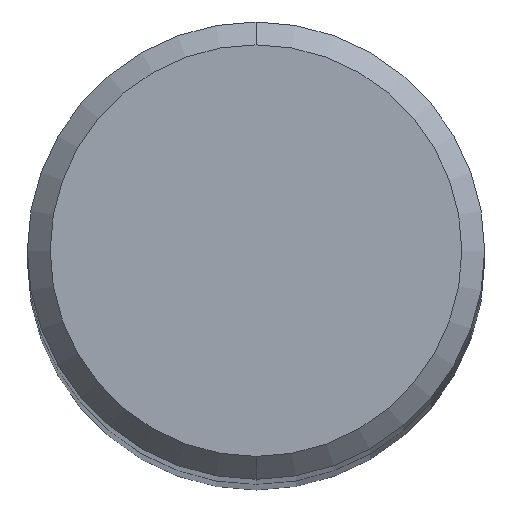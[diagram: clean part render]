
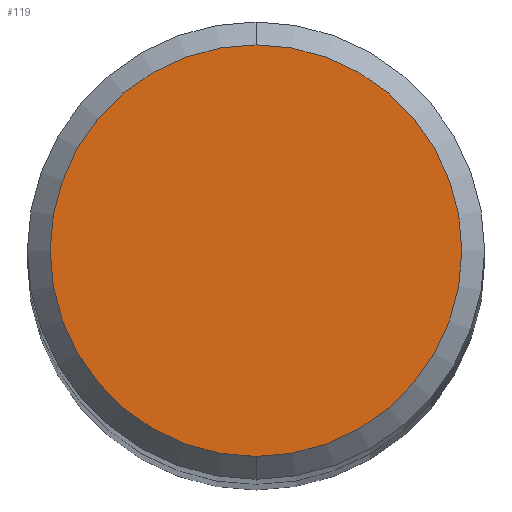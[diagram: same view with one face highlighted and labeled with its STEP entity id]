
A CAD part, top view. The second image highlights one B-rep face of the part: STEP entity #119.
In plain terms, the highlighted planar face has unit normal (0, 0, 1).
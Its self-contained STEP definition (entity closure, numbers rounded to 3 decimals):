
#87=EDGE_CURVE('',#93,#151,#207,.T.);
#93=VERTEX_POINT('',#213);
#101=EDGE_CURVE('',#151,#93,#221,.T.);
#119=ADVANCED_FACE('',(#243),#244,.T.);
#151=VERTEX_POINT('',#281);
#207=CIRCLE('',#334,5.4);
#213=CARTESIAN_POINT('',(0.,-5.4,0.0));
#221=CIRCLE('',#351,5.4);
#243=FACE_OUTER_BOUND('',#379,.T.);
#244=PLANE('',#380);
#281=CARTESIAN_POINT('',(0.0,5.4,0.0));
#334=AXIS2_PLACEMENT_3D('',#476,#477,#478);
#351=AXIS2_PLACEMENT_3D('',#480,#481,#482);
#379=EDGE_LOOP('',(#518,#519));
#380=AXIS2_PLACEMENT_3D('',#520,#521,#522);
#476=CARTESIAN_POINT('',(0.0,0.0,0.0));
#477=DIRECTION('',(0.0,0.0,-1.0));
#478=DIRECTION('',(0.0,1.0,0.0));
#480=CARTESIAN_POINT('',(0.0,0.0,0.0));
#481=DIRECTION('',(0.0,0.0,-1.0));
#482=DIRECTION('',(0.0,1.0,0.0));
#518=ORIENTED_EDGE('',*,*,#101,.F.);
#519=ORIENTED_EDGE('',*,*,#87,.F.);
#520=CARTESIAN_POINT('',(0.0,2.7,0.0));
#521=DIRECTION('',(-0.0,0.0,1.0));
#522=DIRECTION('',(0.0,-1.0,0.0));
